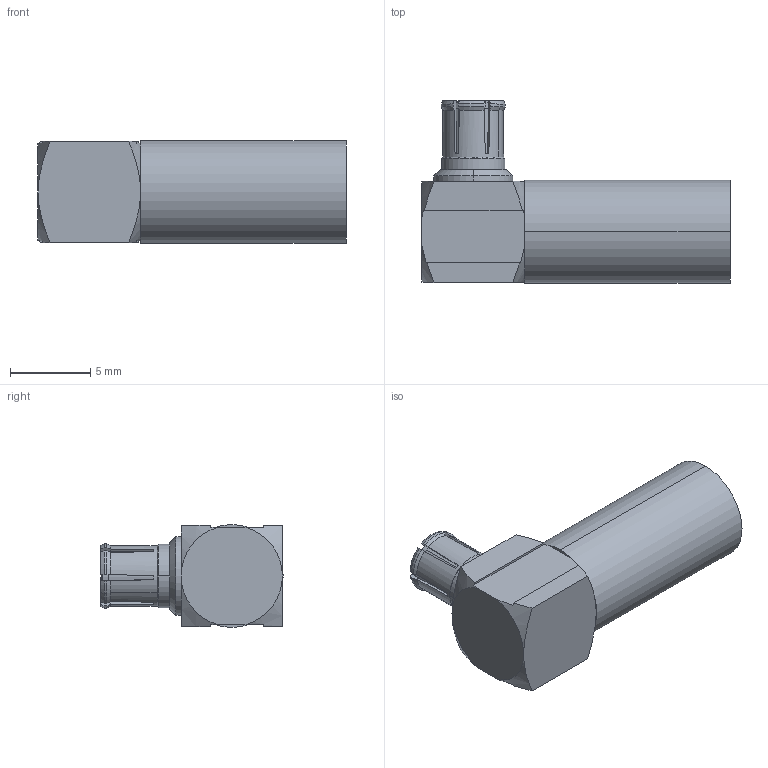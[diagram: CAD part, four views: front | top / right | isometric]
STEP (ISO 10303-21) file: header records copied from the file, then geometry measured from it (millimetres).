
FILE_DESCRIPTION (( 'STEP AP203' ), '1' );
FILE_NAME ('FMCN1845_3D.STEP', '2022-02-15T00:18:42', ( '' ), ( '' ), 'SwSTEP 2.0', 'SolidWorks 2021', '' );
FILE_SCHEMA (( 'CONFIG_CONTROL_DESIGN' ));
Length unit declared in the file: inch
Products named in the file (1): FMCN1845_3D
Bounding box: 19.18 x 11.35 x 6.4 mm (x, y, z)
Volume: 455.8 mm3; surface area: 1018.5 mm2
Topology: 2 solids, 2 shells, 132 faces, 330 edges, 210 vertices
Faces by surface type: plane 60, cone 39, cylinder 31, torus 2
Entity records: 4147 total; most frequent: CARTESIAN_POINT 1009, ORIENTED_EDGE 660, DIRECTION 628, EDGE_CURVE 330, AXIS2_PLACEMENT_3D 257, VERTEX_POINT 210, EDGE_LOOP 142, ADVANCED_FACE 132
